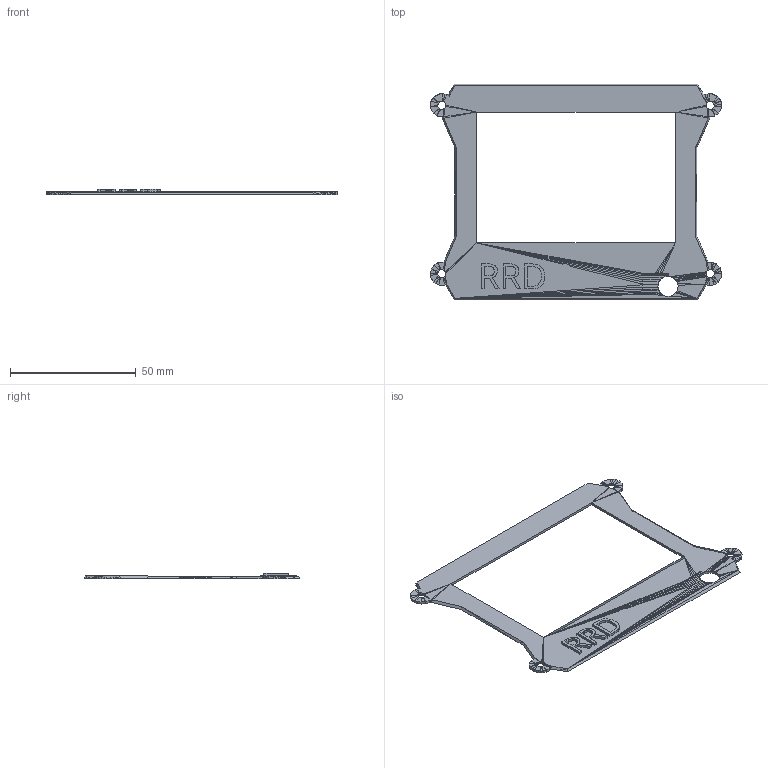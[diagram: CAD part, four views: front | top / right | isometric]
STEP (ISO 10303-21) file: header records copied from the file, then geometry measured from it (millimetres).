
FILE_DESCRIPTION(/* description */ ('STEP AP242','CAx-IF Rec.Pracs.---Representation and Presentation of Product Manufacturing Information (PMI)---4.0---2014-10-13','CAx-IF Rec.Pracs.---3D Tessellated Geometry---0.4---2014-09-14','2;1'),/* implementation_level */ '2;1');
FILE_NAME(/* name */ '62db3f3950e44b3c3527b52f',/* time_stamp */ '2022-07-23T00:22:19+00:00',/* author */ (''),/* organization */ (''),/* preprocessor_version */ 'ST-DEVELOPER v18.102',/* originating_system */ ' ',/* authorisation */ ' ');
FILE_SCHEMA (('AP242_MANAGED_MODEL_BASED_3D_ENGINEERING_MIM_LF { 1 0 10303 442 1 1 4 }'));
Length unit declared in the file: metre
Products named in the file (1): MK5Kit_Ender3_FacePlate-dh
Bounding box: 115.77 x 85.68 x 2 mm (x, y, z)
Volume: 4505.6 mm3; surface area: 9777.7 mm2
Topology: 1 solids, 1 shells, 549 faces, 1227 edges, 680 vertices
Faces by surface type: plane 526, bspline 22, cylinder 1
Full cylindrical faces by diameter (mm): 8 x1
Entity records: 14657 total; most frequent: CARTESIAN_POINT 3167, ORIENTED_EDGE 2450, DIRECTION 2111, EDGE_CURVE 1225, LINE 993, VECTOR 993, VERTEX_POINT 679, EDGE_LOOP 562
